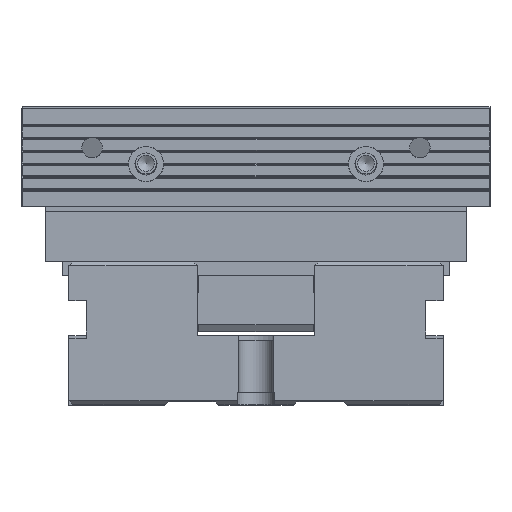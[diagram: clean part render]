
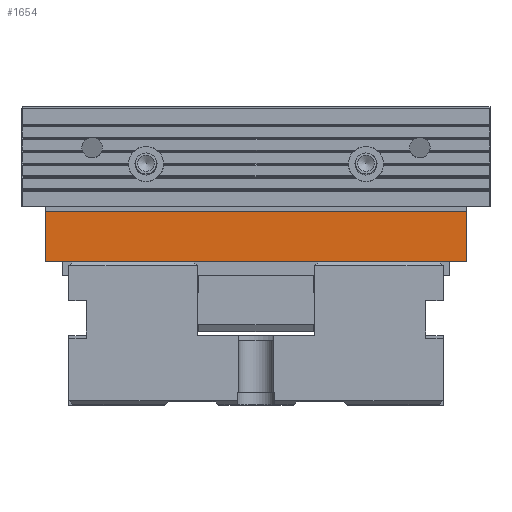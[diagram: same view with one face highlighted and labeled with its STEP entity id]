
A CAD part, left-side view. The second image highlights one B-rep face of the part: STEP entity #1654.
In plain terms, the highlighted planar face has unit normal (-1, 0, 0).
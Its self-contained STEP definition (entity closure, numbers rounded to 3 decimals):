
#1654=ADVANCED_FACE('',(#2722),#2270,.T.);
#2270=PLANE('',#13373);
#2722=FACE_OUTER_BOUND('',#3430,.T.);
#3430=EDGE_LOOP('',(#5015,#5016,#5017,#5018));
#5015=ORIENTED_EDGE('',*,*,#9339,.T.);
#5016=ORIENTED_EDGE('',*,*,#9340,.F.);
#5017=ORIENTED_EDGE('',*,*,#9292,.T.);
#5018=ORIENTED_EDGE('',*,*,#9341,.T.);
#7913=VERTEX_POINT('',#19073);
#7914=VERTEX_POINT('',#19075);
#7948=VERTEX_POINT('',#19166);
#7949=VERTEX_POINT('',#19167);
#9292=EDGE_CURVE('',#7914,#7913,#10882,.T.);
#9339=EDGE_CURVE('',#7948,#7949,#10916,.T.);
#9340=EDGE_CURVE('',#7914,#7949,#10917,.T.);
#9341=EDGE_CURVE('',#7913,#7948,#10918,.T.);
#10882=LINE('',#19074,#12083);
#10916=LINE('',#19165,#12117);
#10917=LINE('',#19168,#12118);
#10918=LINE('',#19169,#12119);
#12083=VECTOR('',#15158,1.);
#12117=VECTOR('',#15238,1.);
#12118=VECTOR('',#15239,1.);
#12119=VECTOR('',#15240,1.);
#13373=AXIS2_PLACEMENT_3D('',#19170,#15241,#15242);
#15158=DIRECTION('',(0.,-1.,0.));
#15238=DIRECTION('',(0.,1.,0.));
#15239=DIRECTION('',(0.,0.,1.));
#15240=DIRECTION('',(0.,0.,1.));
#15241=DIRECTION('',(-1.,0.,0.));
#15242=DIRECTION('',(0.,0.,1.));
#19073=CARTESIAN_POINT('',(1.,-10.,61.3));
#19074=CARTESIAN_POINT('',(1.,80.,61.3));
#19075=CARTESIAN_POINT('',(1.,170.,61.3));
#19165=CARTESIAN_POINT('',(1.,-10.,82.9));
#19166=CARTESIAN_POINT('',(1.,-10.,82.9));
#19167=CARTESIAN_POINT('',(1.,170.,82.9));
#19168=CARTESIAN_POINT('',(1.,170.,61.1));
#19169=CARTESIAN_POINT('',(1.,-10.,61.1));
#19170=CARTESIAN_POINT('',(1.,80.,61.1));
